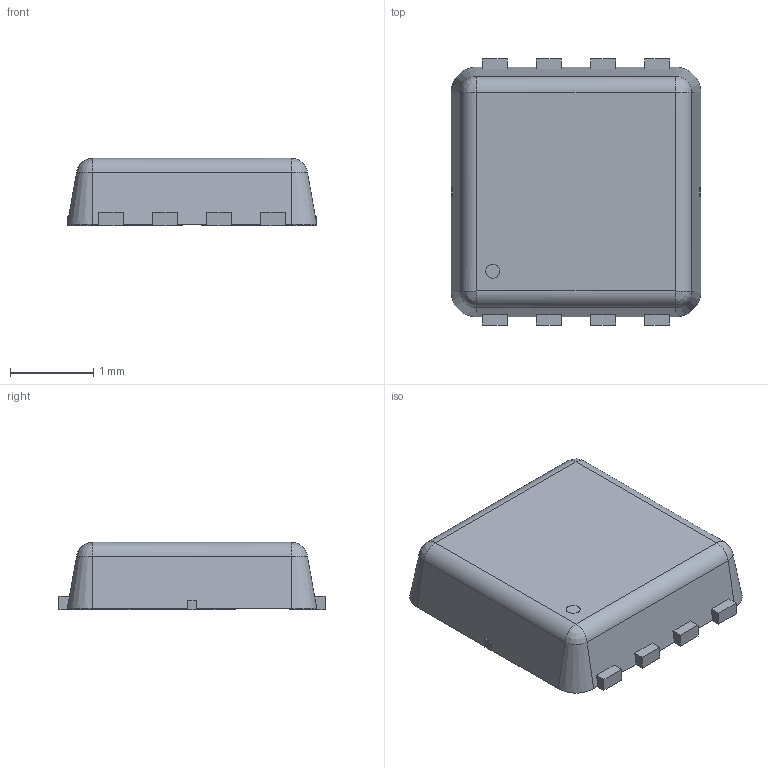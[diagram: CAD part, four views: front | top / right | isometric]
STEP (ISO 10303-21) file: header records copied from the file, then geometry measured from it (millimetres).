
FILE_DESCRIPTION (( 'STEP AP214' ), '1' );
FILE_NAME ('DFN-8_L3.1-W3.2-P0.65-BL-EP.step', '2021-08-17T09:07:00', ( '' ), ( '' ), 'SwSTEP 2.0', 'SolidWorks 2020', '' );
FILE_SCHEMA (( 'AUTOMOTIVE_DESIGN' ));
Length unit declared in the file: millimetre
Products named in the file (1): DFN-8_L3.1-W3.2-P0.65-BL-EP
Bounding box: 3 x 3.2 x 0.81 mm (x, y, z)
Volume: 6.5 mm3; surface area: 25.7 mm2
Topology: 1 solids, 1 shells, 172 faces, 470 edges, 304 vertices
Faces by surface type: plane 144, bspline 18, cylinder 6, cone 4
Entity records: 8252 total; most frequent: CARTESIAN_POINT 2125, ORIENTED_EDGE 932, DIRECTION 744, EDGE_CURVE 466, VECTOR 418, LINE 418, VERTEX_POINT 304, EDGE_LOOP 180
